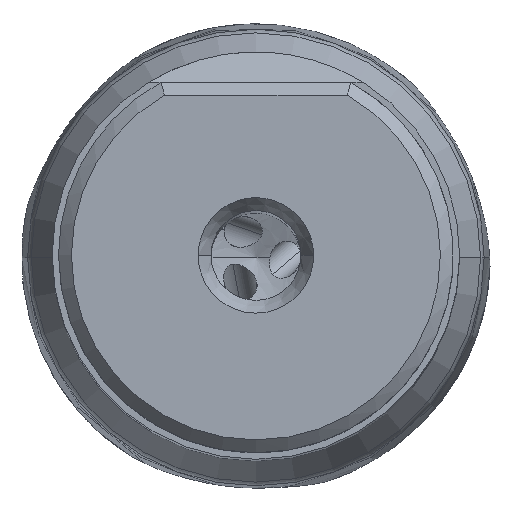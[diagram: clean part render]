
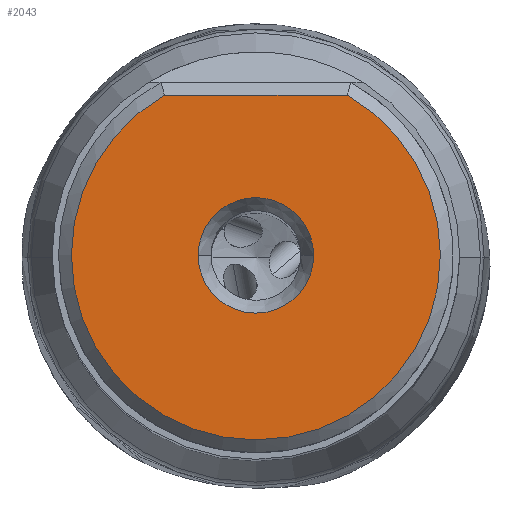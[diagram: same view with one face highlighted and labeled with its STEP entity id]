
A CAD part, top view. The second image highlights one B-rep face of the part: STEP entity #2043.
In plain terms, the highlighted planar face has unit normal (0, 0, 1).
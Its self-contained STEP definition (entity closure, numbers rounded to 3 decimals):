
#403=LINE('',#20195,#685);
#685=VECTOR('',#9057,1.);
#2043=ADVANCED_FACE('',(#2343,#2344),#2298,.T.);
#2298=PLANE('',#7784);
#2343=FACE_BOUND('',#2578,.T.);
#2344=FACE_BOUND('',#2579,.T.);
#2578=EDGE_LOOP('',(#4110,#4111,#4112));
#2579=EDGE_LOOP('',(#4113,#4114));
#4110=ORIENTED_EDGE('',*,*,#6554,.F.);
#4111=ORIENTED_EDGE('',*,*,#6553,.F.);
#4112=ORIENTED_EDGE('',*,*,#6547,.T.);
#4113=ORIENTED_EDGE('',*,*,#6555,.F.);
#4114=ORIENTED_EDGE('',*,*,#6556,.F.);
#5575=VERTEX_POINT('',#20196);
#5576=VERTEX_POINT('',#20197);
#5579=VERTEX_POINT('',#20217);
#5580=VERTEX_POINT('',#20221);
#5581=VERTEX_POINT('',#20222);
#6547=EDGE_CURVE('',#5575,#5576,#403,.T.);
#6553=EDGE_CURVE('',#5575,#5579,#7085,.T.);
#6554=EDGE_CURVE('',#5579,#5576,#7086,.T.);
#6555=EDGE_CURVE('',#5580,#5581,#7087,.T.);
#6556=EDGE_CURVE('',#5581,#5580,#7088,.T.);
#7085=CIRCLE('',#7779,14.375);
#7086=CIRCLE('',#7780,14.375);
#7087=CIRCLE('',#7782,4.5);
#7088=CIRCLE('',#7783,4.5);
#7779=AXIS2_PLACEMENT_3D('',#20216,#9066,#9067);
#7780=AXIS2_PLACEMENT_3D('',#20218,#9068,#9069);
#7782=AXIS2_PLACEMENT_3D('',#20220,#9072,#9073);
#7783=AXIS2_PLACEMENT_3D('',#20223,#9074,#9075);
#7784=AXIS2_PLACEMENT_3D('',#20224,#9076,#9077);
#9057=DIRECTION('',(-1.,0.,0.));
#9066=DIRECTION('',(0.,0.,-1.));
#9067=DIRECTION('',(0.496,0.869,0.));
#9068=DIRECTION('',(0.,0.,-1.));
#9069=DIRECTION('',(0.,-1.,0.));
#9072=DIRECTION('',(0.,0.,1.));
#9073=DIRECTION('',(-1.,0.,0.));
#9074=DIRECTION('',(0.,0.,1.));
#9075=DIRECTION('',(1.,0.,0.));
#9076=DIRECTION('',(0.,0.,1.));
#9077=DIRECTION('',(-1.,0.,0.));
#20195=CARTESIAN_POINT('',(7.125,12.485,0.));
#20196=CARTESIAN_POINT('',(7.125,12.485,0.));
#20197=CARTESIAN_POINT('',(-7.125,12.485,0.));
#20216=CARTESIAN_POINT('',(0.,0.,0.));
#20217=CARTESIAN_POINT('',(0.,-14.375,0.));
#20218=CARTESIAN_POINT('',(0.,0.,0.));
#20220=CARTESIAN_POINT('',(0.,0.,0.));
#20221=CARTESIAN_POINT('',(-4.5,0.,0.));
#20222=CARTESIAN_POINT('',(4.5,0.,0.));
#20223=CARTESIAN_POINT('',(0.,0.,0.));
#20224=CARTESIAN_POINT('',(0.,-0.945,0.));
